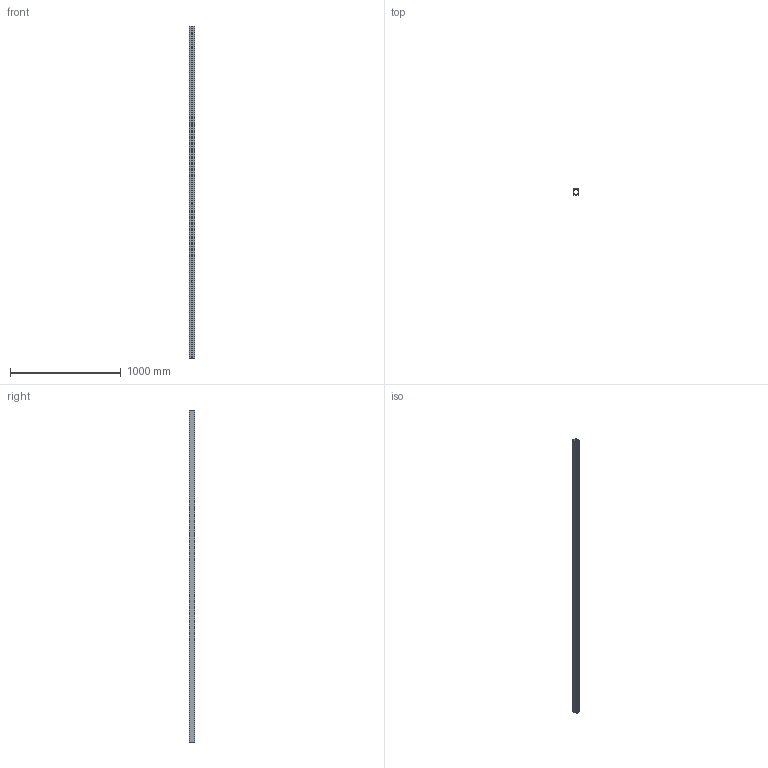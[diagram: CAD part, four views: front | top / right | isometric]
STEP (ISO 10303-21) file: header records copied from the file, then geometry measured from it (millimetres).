
FILE_DESCRIPTION(/* description */ ('Rail Alu 10400 Longueur 6m'),/* implementation_level */ '2;1');
FILE_NAME(/* name */ '10400A-300.stp',/* time_stamp */ '2019-08-05T10:51:54+02:00',/* author */ ('DOMINIQUE'),/* organization */ (''),/* preprocessor_version */ 'ST-DEVELOPER v17.2',/* originating_system */ 'Autodesk Inventor 2019',/* authorisation */ '');
FILE_SCHEMA (('AUTOMOTIVE_DESIGN { 1 0 10303 214 3 1 1 }'));
Length unit declared in the file: millimetre
Products named in the file (1): 10400A-300
Bounding box: 47.5 x 51.5 x 3000 mm (x, y, z)
Volume: 2155717.1 mm3; surface area: 1106328.9 mm2
Topology: 1 solids, 1 shells, 73 faces, 218 edges, 147 vertices
Faces by surface type: plane 37, cylinder 36
Full cylindrical faces by diameter (mm): 8.5 x5
Entity records: 2550 total; most frequent: DIRECTION 443, CARTESIAN_POINT 439, ORIENTED_EDGE 436, EDGE_CURVE 218, AXIS2_PLACEMENT_3D 151, VERTEX_POINT 147, LINE 141, VECTOR 141
